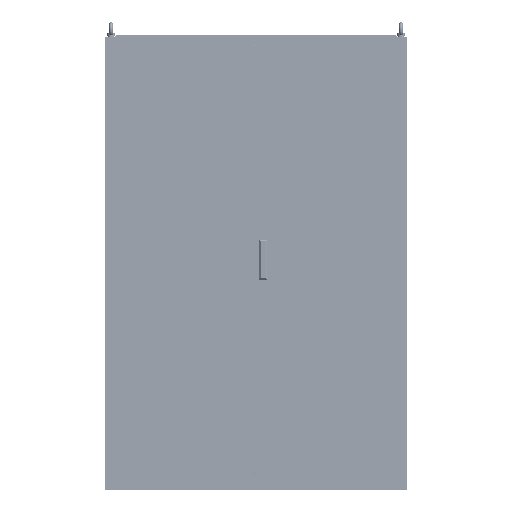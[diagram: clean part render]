
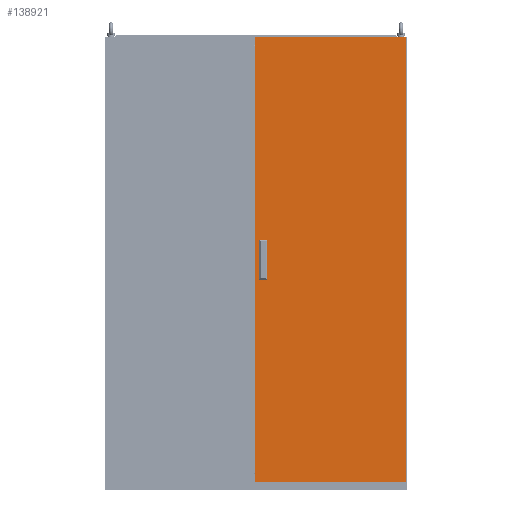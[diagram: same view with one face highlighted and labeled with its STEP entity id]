
A CAD part, top view. The second image highlights one B-rep face of the part: STEP entity #138921.
In plain terms, the highlighted planar face has unit normal (0, 0, 1).
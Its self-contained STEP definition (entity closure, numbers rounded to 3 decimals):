
#4165 = DIRECTION ( 'NONE',  ( -1., 0., 0. ) ) ;
#5059 = ORIENTED_EDGE ( 'NONE', *, *, #27816, .T. ) ;
#6545 = CARTESIAN_POINT ( 'NONE',  ( 16.5, -11.5, 0. ) ) ;
#8663 = VECTOR ( 'NONE', #37067, 1000. ) ;
#11774 = CARTESIAN_POINT ( 'NONE',  ( 41.5, -11.5, 0. ) ) ;
#15982 = EDGE_LOOP ( 'NONE', ( #203948, #85725, #200555, #110628 ) ) ;
#21225 = LINE ( 'NONE', #94090, #83953 ) ;
#21446 = DIRECTION ( 'NONE',  ( 1., 0., 0. ) ) ;
#21498 = VECTOR ( 'NONE', #162631, 1000. ) ;
#22231 = CARTESIAN_POINT ( 'NONE',  ( -3., 897., 0. ) ) ;
#22494 = EDGE_CURVE ( 'NONE', #208618, #190163, #230455, .T. ) ;
#23051 = AXIS2_PLACEMENT_3D ( 'NONE', #65324, #211021, #66482 ) ;
#24865 = EDGE_LOOP ( 'NONE', ( #199904, #206432, #134235, #107287 ) ) ;
#25969 = CARTESIAN_POINT ( 'NONE',  ( 41.5, -61.5, 0. ) ) ;
#26261 = EDGE_CURVE ( 'NONE', #72847, #50938, #21225, .T. ) ;
#27134 = CARTESIAN_POINT ( 'NONE',  ( 41.5, 88.5, 0. ) ) ;
#27816 = EDGE_CURVE ( 'NONE', #73681, #97227, #229282, .T. ) ;
#27957 = LINE ( 'NONE', #136681, #172485 ) ;
#37067 = DIRECTION ( 'NONE',  ( 0., 1., 0. ) ) ;
#39462 = CARTESIAN_POINT ( 'NONE',  ( 41.5, -61.5, 0. ) ) ;
#40062 = VECTOR ( 'NONE', #86078, 1000. ) ;
#47191 = VECTOR ( 'NONE', #132734, 1000. ) ;
#50926 = FACE_BOUND ( 'NONE', #15982, .T. ) ;
#50938 = VERTEX_POINT ( 'NONE', #188678 ) ;
#52232 = CARTESIAN_POINT ( 'NONE',  ( 41.5, 38.5, 0. ) ) ;
#54977 = CARTESIAN_POINT ( 'NONE',  ( 597., 897., 0. ) ) ;
#58059 = LINE ( 'NONE', #22231, #150196 ) ;
#61756 = LINE ( 'NONE', #27134, #91799 ) ;
#62815 = EDGE_CURVE ( 'NONE', #97227, #67486, #180370, .T. ) ;
#65324 = CARTESIAN_POINT ( 'NONE',  ( 0., 0., 0. ) ) ;
#66482 = DIRECTION ( 'NONE',  ( 1., 0., 0. ) ) ;
#67486 = VERTEX_POINT ( 'NONE', #217017 ) ;
#72847 = VERTEX_POINT ( 'NONE', #52232 ) ;
#73681 = VERTEX_POINT ( 'NONE', #149181 ) ;
#74054 = CARTESIAN_POINT ( 'NONE',  ( -3., -870., 0. ) ) ;
#78547 = LINE ( 'NONE', #25969, #217643 ) ;
#79682 = CARTESIAN_POINT ( 'NONE',  ( 16.5, 88.5, 0. ) ) ;
#83827 = ORIENTED_EDGE ( 'NONE', *, *, #221126, .T. ) ;
#83953 = VECTOR ( 'NONE', #168083, 1000. ) ;
#85365 = DIRECTION ( 'NONE',  ( 0., -1., 0. ) ) ;
#85725 = ORIENTED_EDGE ( 'NONE', *, *, #138789, .F. ) ;
#86078 = DIRECTION ( 'NONE',  ( 0., -1., 0. ) ) ;
#86973 = EDGE_CURVE ( 'NONE', #167030, #94485, #156758, .T. ) ;
#91799 = VECTOR ( 'NONE', #204060, 1000. ) ;
#92569 = EDGE_CURVE ( 'NONE', #197532, #167030, #104175, .T. ) ;
#94090 = CARTESIAN_POINT ( 'NONE',  ( 41.5, 38.5, 0. ) ) ;
#94485 = VERTEX_POINT ( 'NONE', #6545 ) ;
#94956 = LINE ( 'NONE', #167796, #125195 ) ;
#95694 = VECTOR ( 'NONE', #21446, 1000. ) ;
#96830 = CARTESIAN_POINT ( 'NONE',  ( 597., -870., 0. ) ) ;
#97227 = VERTEX_POINT ( 'NONE', #96830 ) ;
#100704 = DIRECTION ( 'NONE',  ( -1., 0., 0. ) ) ;
#102844 = CARTESIAN_POINT ( 'NONE',  ( 16.5, -61.5, 0. ) ) ;
#104175 = LINE ( 'NONE', #215232, #21498 ) ;
#107287 = ORIENTED_EDGE ( 'NONE', *, *, #232968, .F. ) ;
#110628 = ORIENTED_EDGE ( 'NONE', *, *, #209988, .F. ) ;
#114175 = EDGE_CURVE ( 'NONE', #94485, #166675, #27957, .T. ) ;
#114789 = CARTESIAN_POINT ( 'NONE',  ( 41.5, 38.5, 0. ) ) ;
#116339 = DIRECTION ( 'NONE',  ( 0., -1., 0. ) ) ;
#120454 = VECTOR ( 'NONE', #100704, 1000. ) ;
#123731 = PLANE ( 'NONE',  #23051 ) ;
#125195 = VECTOR ( 'NONE', #4165, 1000. ) ;
#128481 = ORIENTED_EDGE ( 'NONE', *, *, #62815, .T. ) ;
#132734 = DIRECTION ( 'NONE',  ( 1., 0., 0. ) ) ;
#134235 = ORIENTED_EDGE ( 'NONE', *, *, #92569, .F. ) ;
#136681 = CARTESIAN_POINT ( 'NONE',  ( 16.5, -61.5, 0. ) ) ;
#138789 = EDGE_CURVE ( 'NONE', #50938, #208618, #61756, .T. ) ;
#138921 = ADVANCED_FACE ( 'NONE', ( #50926, #157187, #213376 ), #123731, .T. ) ;
#142058 = VERTEX_POINT ( 'NONE', #232209 ) ;
#149181 = CARTESIAN_POINT ( 'NONE',  ( -3., -870., 0. ) ) ;
#150196 = VECTOR ( 'NONE', #85365, 1000. ) ;
#155556 = CARTESIAN_POINT ( 'NONE',  ( 41.5, -11.5, 0. ) ) ;
#156505 = CARTESIAN_POINT ( 'NONE',  ( 16.5, 38.5, 0. ) ) ;
#156758 = LINE ( 'NONE', #155556, #120454 ) ;
#157187 = FACE_BOUND ( 'NONE', #24865, .T. ) ;
#160594 = ORIENTED_EDGE ( 'NONE', *, *, #204553, .T. ) ;
#162631 = DIRECTION ( 'NONE',  ( 0., 1., 0. ) ) ;
#166675 = VERTEX_POINT ( 'NONE', #102844 ) ;
#167030 = VERTEX_POINT ( 'NONE', #11774 ) ;
#167796 = CARTESIAN_POINT ( 'NONE',  ( -3., 897., 0. ) ) ;
#168083 = DIRECTION ( 'NONE',  ( 0., 1., 0. ) ) ;
#172485 = VECTOR ( 'NONE', #116339, 1000. ) ;
#180370 = LINE ( 'NONE', #54977, #8663 ) ;
#186117 = DIRECTION ( 'NONE',  ( 1., 0., 0. ) ) ;
#188678 = CARTESIAN_POINT ( 'NONE',  ( 41.5, 88.5, 0. ) ) ;
#188913 = LINE ( 'NONE', #114789, #47191 ) ;
#190163 = VERTEX_POINT ( 'NONE', #232085 ) ;
#197532 = VERTEX_POINT ( 'NONE', #39462 ) ;
#199904 = ORIENTED_EDGE ( 'NONE', *, *, #114175, .F. ) ;
#200555 = ORIENTED_EDGE ( 'NONE', *, *, #26261, .F. ) ;
#203948 = ORIENTED_EDGE ( 'NONE', *, *, #22494, .F. ) ;
#204060 = DIRECTION ( 'NONE',  ( -1., 0., 0. ) ) ;
#204397 = EDGE_LOOP ( 'NONE', ( #83827, #5059, #128481, #160594 ) ) ;
#204553 = EDGE_CURVE ( 'NONE', #67486, #142058, #94956, .T. ) ;
#206432 = ORIENTED_EDGE ( 'NONE', *, *, #86973, .F. ) ;
#208618 = VERTEX_POINT ( 'NONE', #79682 ) ;
#209988 = EDGE_CURVE ( 'NONE', #190163, #72847, #188913, .T. ) ;
#211021 = DIRECTION ( 'NONE',  ( 0., 0., 1. ) ) ;
#213376 = FACE_OUTER_BOUND ( 'NONE', #204397, .T. ) ;
#215232 = CARTESIAN_POINT ( 'NONE',  ( 41.5, -61.5, 0. ) ) ;
#217017 = CARTESIAN_POINT ( 'NONE',  ( 597., 897., 0. ) ) ;
#217643 = VECTOR ( 'NONE', #186117, 1000. ) ;
#221126 = EDGE_CURVE ( 'NONE', #142058, #73681, #58059, .T. ) ;
#229282 = LINE ( 'NONE', #74054, #95694 ) ;
#230455 = LINE ( 'NONE', #156505, #40062 ) ;
#232085 = CARTESIAN_POINT ( 'NONE',  ( 16.5, 38.5, 0. ) ) ;
#232209 = CARTESIAN_POINT ( 'NONE',  ( -3., 897., 0. ) ) ;
#232968 = EDGE_CURVE ( 'NONE', #166675, #197532, #78547, .T. ) ;
